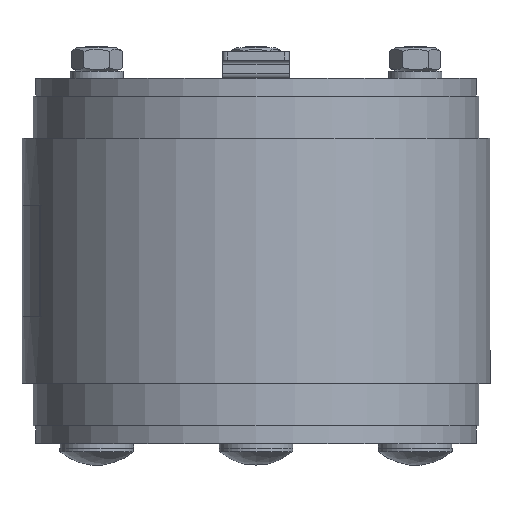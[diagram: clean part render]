
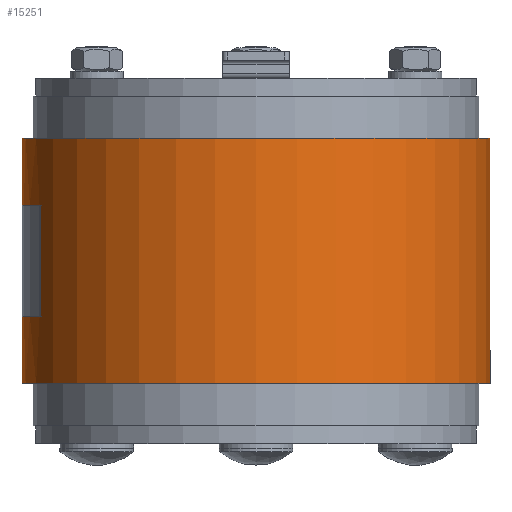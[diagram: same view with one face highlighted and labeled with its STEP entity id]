
A CAD part, front view. The second image highlights one B-rep face of the part: STEP entity #15251.
In plain terms, the highlighted cylindrical face has radius 52.5 mm (diameter 105 mm), a partial arc.
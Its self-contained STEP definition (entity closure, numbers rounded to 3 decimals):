
#698=CIRCLE('',#16088,52.5);
#700=CIRCLE('',#16091,52.5);
#702=CIRCLE('',#16094,52.5);
#704=CIRCLE('',#16098,52.5);
#706=CIRCLE('',#16111,52.5);
#709=CIRCLE('',#16115,52.5);
#710=CIRCLE('',#16117,52.5);
#711=CIRCLE('',#16118,52.5);
#799=CYLINDRICAL_SURFACE('',#16116,52.5);
#2398=LINE('',#25579,#4053);
#2405=LINE('',#25596,#4060);
#2415=LINE('',#25615,#4070);
#2424=LINE('',#25641,#4079);
#2425=LINE('',#25645,#4080);
#2426=LINE('',#25648,#4081);
#4053=VECTOR('',#19386,25.);
#4060=VECTOR('',#19403,15.);
#4070=VECTOR('',#19423,15.);
#4079=VECTOR('',#19452,15.);
#4080=VECTOR('',#19455,25.);
#4081=VECTOR('',#19458,15.);
#5503=FACE_OUTER_BOUND('',#6409,.T.);
#6409=EDGE_LOOP('',(#14311,#14312,#14313,#14314,#14315,#14316,#14317,#14318,
#14319,#14320,#14321,#14322,#14323,#14324));
#8049=VERTEX_POINT('',#25551);
#8050=VERTEX_POINT('',#25552);
#8053=VERTEX_POINT('',#25560);
#8054=VERTEX_POINT('',#25561);
#8057=VERTEX_POINT('',#25569);
#8058=VERTEX_POINT('',#25570);
#8061=VERTEX_POINT('',#25578);
#8063=VERTEX_POINT('',#25584);
#8073=VERTEX_POINT('',#25628);
#8076=VERTEX_POINT('',#25636);
#8077=VERTEX_POINT('',#25640);
#8078=VERTEX_POINT('',#25642);
#8079=VERTEX_POINT('',#25644);
#8080=VERTEX_POINT('',#25646);
#10125=EDGE_CURVE('',#8049,#8050,#698,.T.);
#10129=EDGE_CURVE('',#8053,#8054,#700,.T.);
#10133=EDGE_CURVE('',#8057,#8058,#702,.T.);
#10137=EDGE_CURVE('',#8058,#8061,#2398,.T.);
#10140=EDGE_CURVE('',#8061,#8063,#704,.T.);
#10146=EDGE_CURVE('',#8049,#8063,#2405,.T.);
#10156=EDGE_CURVE('',#8057,#8054,#2415,.T.);
#10163=EDGE_CURVE('',#8073,#8053,#706,.T.);
#10168=EDGE_CURVE('',#8050,#8076,#709,.T.);
#10169=EDGE_CURVE('',#8076,#8077,#2424,.T.);
#10170=EDGE_CURVE('',#8077,#8078,#710,.T.);
#10171=EDGE_CURVE('',#8078,#8079,#2425,.T.);
#10172=EDGE_CURVE('',#8079,#8080,#711,.T.);
#10173=EDGE_CURVE('',#8080,#8073,#2426,.T.);
#14311=ORIENTED_EDGE('',*,*,#10168,.T.);
#14312=ORIENTED_EDGE('',*,*,#10169,.T.);
#14313=ORIENTED_EDGE('',*,*,#10170,.T.);
#14314=ORIENTED_EDGE('',*,*,#10171,.T.);
#14315=ORIENTED_EDGE('',*,*,#10172,.T.);
#14316=ORIENTED_EDGE('',*,*,#10173,.T.);
#14317=ORIENTED_EDGE('',*,*,#10163,.T.);
#14318=ORIENTED_EDGE('',*,*,#10129,.T.);
#14319=ORIENTED_EDGE('',*,*,#10156,.F.);
#14320=ORIENTED_EDGE('',*,*,#10133,.T.);
#14321=ORIENTED_EDGE('',*,*,#10137,.T.);
#14322=ORIENTED_EDGE('',*,*,#10140,.T.);
#14323=ORIENTED_EDGE('',*,*,#10146,.F.);
#14324=ORIENTED_EDGE('',*,*,#10125,.T.);
#15251=ADVANCED_FACE('',(#5503),#799,.T.);
#16088=AXIS2_PLACEMENT_3D('',#25553,#19362,#19363);
#16091=AXIS2_PLACEMENT_3D('',#25562,#19370,#19371);
#16094=AXIS2_PLACEMENT_3D('',#25571,#19378,#19379);
#16098=AXIS2_PLACEMENT_3D('',#25585,#19391,#19392);
#16111=AXIS2_PLACEMENT_3D('',#25629,#19438,#19439);
#16115=AXIS2_PLACEMENT_3D('',#25638,#19448,#19449);
#16116=AXIS2_PLACEMENT_3D('',#25639,#19450,#19451);
#16117=AXIS2_PLACEMENT_3D('',#25643,#19453,#19454);
#16118=AXIS2_PLACEMENT_3D('',#25647,#19456,#19457);
#19362=DIRECTION('center_axis',(0.,-1.,0.));
#19363=DIRECTION('ref_axis',(0.,0.,-1.));
#19370=DIRECTION('center_axis',(0.,1.,0.));
#19371=DIRECTION('ref_axis',(0.,0.,-1.));
#19378=DIRECTION('center_axis',(0.,-1.,0.));
#19379=DIRECTION('ref_axis',(0.,0.,-1.));
#19386=DIRECTION('',(0.,1.,0.));
#19391=DIRECTION('center_axis',(0.,1.,0.));
#19392=DIRECTION('ref_axis',(0.,0.,-1.));
#19403=DIRECTION('',(0.,-1.,0.));
#19423=DIRECTION('',(0.,-1.,0.));
#19438=DIRECTION('center_axis',(0.,1.,0.));
#19439=DIRECTION('ref_axis',(0.,0.,1.));
#19448=DIRECTION('center_axis',(0.,-1.,0.));
#19449=DIRECTION('ref_axis',(0.,0.,1.));
#19450=DIRECTION('center_axis',(0.,-1.,0.));
#19451=DIRECTION('ref_axis',(0.,0.,1.));
#19452=DIRECTION('',(0.,-1.,0.));
#19453=DIRECTION('center_axis',(0.,-1.,0.));
#19454=DIRECTION('ref_axis',(0.,0.,1.));
#19455=DIRECTION('',(0.,-1.,0.));
#19456=DIRECTION('center_axis',(0.,1.,0.));
#19457=DIRECTION('ref_axis',(-0.389,0.,0.921));
#19458=DIRECTION('',(0.,-1.,0.));
#25551=CARTESIAN_POINT('',(-80.499,27.5,-1.25));
#25552=CARTESIAN_POINT('',(-80.499,27.5,103.75));
#25553=CARTESIAN_POINT('Origin',(-80.499,27.5,51.25));
#25560=CARTESIAN_POINT('',(-80.499,-27.5,103.75));
#25561=CARTESIAN_POINT('',(-80.499,-27.5,-1.25));
#25562=CARTESIAN_POINT('Origin',(-80.499,-27.5,51.25));
#25569=CARTESIAN_POINT('',(-80.499,-12.5,-1.25));
#25570=CARTESIAN_POINT('',(-60.53,-12.5,2.696));
#25571=CARTESIAN_POINT('Origin',(-80.499,-12.5,51.25));
#25578=CARTESIAN_POINT('',(-60.53,12.5,2.696));
#25579=CARTESIAN_POINT('',(-60.53,0.,2.696));
#25584=CARTESIAN_POINT('',(-80.499,12.5,-1.25));
#25585=CARTESIAN_POINT('Origin',(-80.499,12.5,51.25));
#25596=CARTESIAN_POINT('',(-80.499,13.75,-1.25));
#25615=CARTESIAN_POINT('',(-80.499,-6.25,-1.25));
#25628=CARTESIAN_POINT('',(-80.504,-27.5,103.75));
#25629=CARTESIAN_POINT('Origin',(-80.499,-27.5,51.25));
#25636=CARTESIAN_POINT('',(-80.504,27.5,103.75));
#25638=CARTESIAN_POINT('Origin',(-80.499,27.5,51.25));
#25639=CARTESIAN_POINT('Origin',(-80.499,0.,
51.25));
#25640=CARTESIAN_POINT('',(-80.504,12.5,103.75));
#25641=CARTESIAN_POINT('',(-80.504,-27.5,103.75));
#25642=CARTESIAN_POINT('',(-100.948,12.5,99.604));
#25643=CARTESIAN_POINT('Origin',(-80.499,12.5,51.25));
#25644=CARTESIAN_POINT('',(-100.948,-12.5,99.604));
#25645=CARTESIAN_POINT('',(-100.948,-12.5,99.604));
#25646=CARTESIAN_POINT('',(-80.504,-12.5,103.75));
#25647=CARTESIAN_POINT('Origin',(-80.499,-12.5,51.25));
#25648=CARTESIAN_POINT('',(-80.504,-27.5,103.75));
